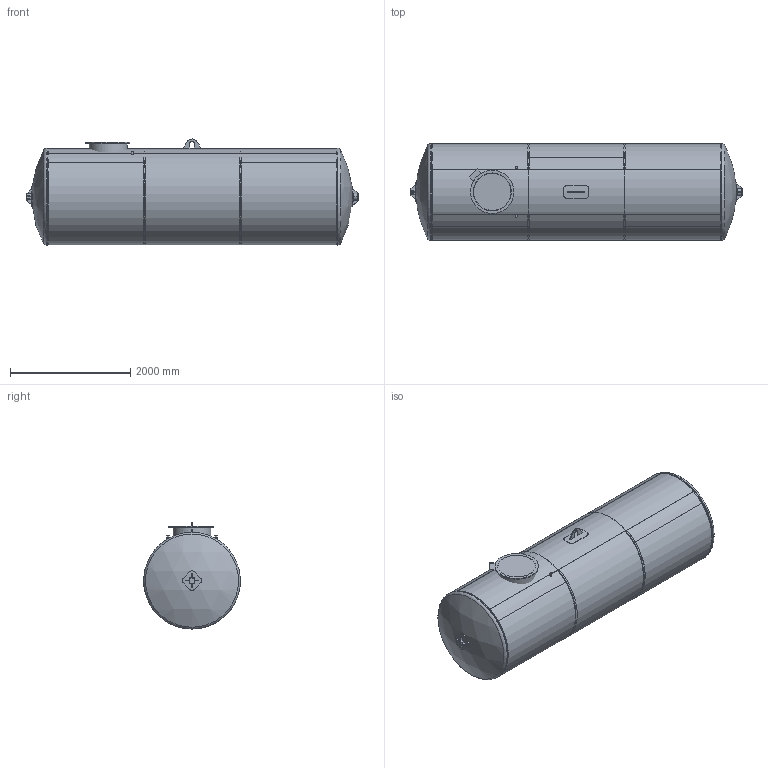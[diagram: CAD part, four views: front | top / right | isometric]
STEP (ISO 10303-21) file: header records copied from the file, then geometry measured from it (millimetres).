
FILE_DESCRIPTION(/* description */ (''),/* implementation_level */ '2;1');
FILE_NAME(/* name */ 'D623907-0_-Behälter.stp',/* time_stamp */ '2022-11-08T12:20:37+01:00',/* author */ ('yh'),/* organization */ (''),/* preprocessor_version */ 'ST-DEVELOPER v18.1',/* originating_system */ 'Autodesk Inventor 2022',/* authorisation */ '');
FILE_SCHEMA (('AUTOMOTIVE_DESIGN { 1 0 10303 214 3 1 1 }'));
Length unit declared in the file: millimetre
Products named in the file (1): D623907-0_-Behälter_Vereinfachen_2
Bounding box: 5514.85 x 1606 x 1761 mm (x, y, z)
Surface area: 60128743.7 mm2 (no closed solid volume)
Topology: 0 solids, 32 shells, 151 faces, 388 edges, 270 vertices
Faces by surface type: plane 95, cylinder 46, sphere 4, bspline 4, torus 2
Full cylindrical faces by diameter (mm): 39.5 x2, 114.3 x2, 720 x1, 1600 x5, 1606 x2
Entity records: 5336 total; most frequent: CARTESIAN_POINT 1510, DIRECTION 763, ORIENTED_EDGE 612, EDGE_CURVE 388, VERTEX_POINT 270, LINE 257, VECTOR 257, AXIS2_PLACEMENT_3D 253
